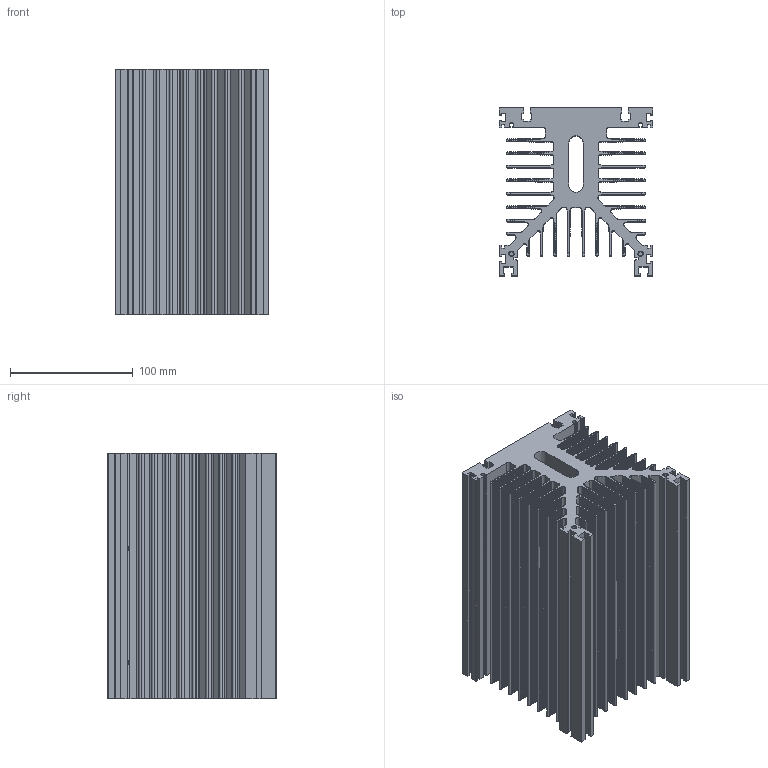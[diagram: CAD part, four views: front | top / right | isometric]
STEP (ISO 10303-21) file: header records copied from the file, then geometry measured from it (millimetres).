
FILE_DESCRIPTION (( 'STEP AP203' ), '1' );
FILE_NAME ('PTP039.STEP', '2020-12-17T08:40:05', ( 'Pavel' ), ( '' ), 'SwSTEP 2.0', 'SolidWorks 2016', '' );
FILE_SCHEMA (( 'CONFIG_CONTROL_DESIGN' ));
Products named in the file (2): PTP039
Bounding box: 125 x 137 x 200 mm (x, y, z)
Volume: 1286239.6 mm3; surface area: 541304.3 mm2
Topology: 1 solids, 1 shells, 2126 faces, 6344 edges, 4228 vertices
Faces by surface type: cylinder 1849, plane 229, cone 48
Entity records: 73977 total; most frequent: DIRECTION 14370, CARTESIAN_POINT 12804, ORIENTED_EDGE 12688, EDGE_CURVE 6344, AXIS2_PLACEMENT_3D 5914, VERTEX_POINT 4228, CIRCLE 3786, VECTOR 2542
